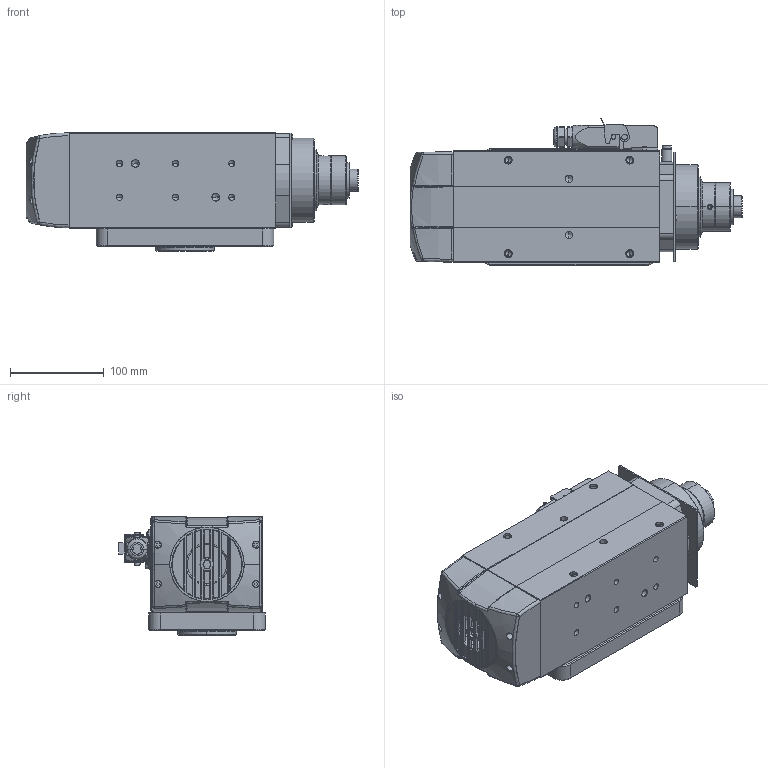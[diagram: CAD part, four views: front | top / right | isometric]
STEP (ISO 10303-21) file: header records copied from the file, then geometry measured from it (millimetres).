
FILE_DESCRIPTION(('CATIA V5 STEP Exchange'),'2;1');
FILE_NAME('MontageEletrobrocheSupportBroche.stp','2018-10-24T11:51:34+00:00',('none'),('none'),'CATIA Version 5 Release 17 (IN-10)','CATIA V5 STEP AP203','none');
FILE_SCHEMA(('CONFIG_CONTROL_DESIGN'));
Length unit declared in the file: millimetre
Products named in the file (1): Product1
Assembly tree (2 placements, depth 2):
  Product1
    #56
    #3679
Bounding box: 355 x 157 x 127 mm (x, y, z)
Volume: 460840.1 mm3; surface area: 379471 mm2
Topology: 1 solids, 245 shells, 881 faces, 3361 edges, 2671 vertices
Faces by surface type: plane 316, cylinder 306, cone 152, torus 56, bspline 39, revolution 8, sphere 4
Entity records: 45344 total; most frequent: CARTESIAN_POINT 19764, ORIENTED_EDGE 4940, DIRECTION 3938, EDGE_CURVE 3303, VERTEX_POINT 2665, AXIS2_PLACEMENT_3D 1646, VECTOR 1479, LINE 1479
